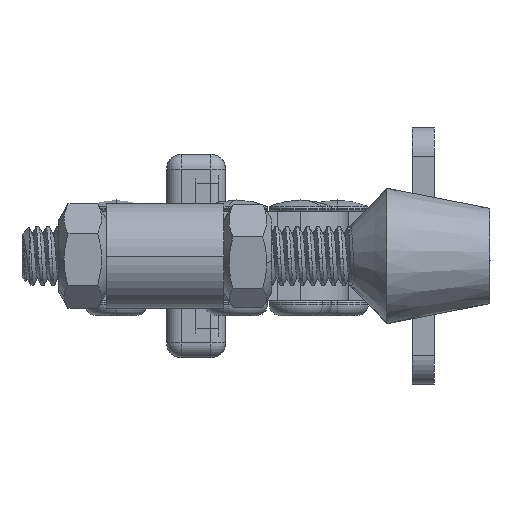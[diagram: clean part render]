
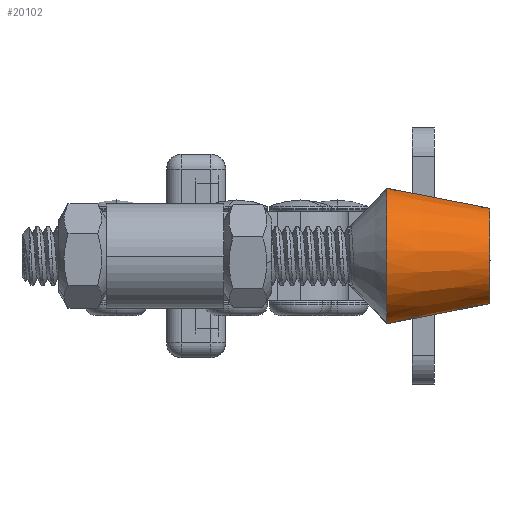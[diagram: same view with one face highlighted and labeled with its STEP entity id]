
A CAD part, left-side view. The second image highlights one B-rep face of the part: STEP entity #20102.
In plain terms, the highlighted conical face has half-angle 11.113 degrees and reference radius 9.25 mm.
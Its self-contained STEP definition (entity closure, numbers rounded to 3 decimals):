
#1854 = AXIS2_PLACEMENT_3D ( 'NONE', #34949, #4314, #7136 ) ;
#3662 = CARTESIAN_POINT ( 'NONE',  ( 0., 0., -8.5 ) ) ;
#4314 = DIRECTION ( 'NONE',  ( 0., 0., 1. ) ) ;
#4738 = DIRECTION ( 'NONE',  ( 0., 0.193, 0.981 ) ) ;
#5589 = VECTOR ( 'NONE', #4738, 1000. ) ;
#6468 = DIRECTION ( 'NONE',  ( 0., -1., 0. ) ) ;
#6773 = ORIENTED_EDGE ( 'NONE', *, *, #29449, .F. ) ;
#7136 = DIRECTION ( 'NONE',  ( 0., -1., 0. ) ) ;
#7994 = DIRECTION ( 'NONE',  ( 0., 0., 1. ) ) ;
#9065 = AXIS2_PLACEMENT_3D ( 'NONE', #24669, #7994, #27479 ) ;
#10457 = EDGE_CURVE ( 'NONE', #34209, #22365, #11284, .T. ) ;
#11193 = VECTOR ( 'NONE', #29596, 1000. ) ;
#11284 = LINE ( 'NONE', #21418, #5589 ) ;
#12520 = CARTESIAN_POINT ( 'NONE',  ( 0., 9.25, 5.5 ) ) ;
#14977 = AXIS2_PLACEMENT_3D ( 'NONE', #3662, #23140, #6468 ) ;
#16499 = ORIENTED_EDGE ( 'NONE', *, *, #10457, .T. ) ;
#16741 = ORIENTED_EDGE ( 'NONE', *, *, #19643, .F. ) ;
#19643 = EDGE_CURVE ( 'NONE', #34843, #24639, #25992, .T. ) ;
#19729 = EDGE_LOOP ( 'NONE', ( #22522, #16499, #6773, #16741 ) ) ;
#20102 = ADVANCED_FACE ( 'NONE', ( #32104 ), #23747, .T. ) ;
#20483 = CARTESIAN_POINT ( 'NONE',  ( 0., -6.5, -8.5 ) ) ;
#21418 = CARTESIAN_POINT ( 'NONE',  ( 0., 9.25, 5.5 ) ) ;
#21419 = CARTESIAN_POINT ( 'NONE',  ( 0., 6.5, -8.5 ) ) ;
#22365 = VERTEX_POINT ( 'NONE', #12520 ) ;
#22522 = ORIENTED_EDGE ( 'NONE', *, *, #23893, .T. ) ;
#23140 = DIRECTION ( 'NONE',  ( 0., 0., 1. ) ) ;
#23433 = CIRCLE ( 'NONE', #14977, 6.5 ) ;
#23747 = CONICAL_SURFACE ( 'NONE', #1854, 9.25, 0.194 ) ;
#23893 = EDGE_CURVE ( 'NONE', #34843, #34209, #23433, .T. ) ;
#23961 = CARTESIAN_POINT ( 'NONE',  ( 0., -9.25, 5.5 ) ) ;
#24068 = CIRCLE ( 'NONE', #9065, 9.25 ) ;
#24639 = VERTEX_POINT ( 'NONE', #30550 ) ;
#24669 = CARTESIAN_POINT ( 'NONE',  ( 0., 0., 5.5 ) ) ;
#25992 = LINE ( 'NONE', #23961, #11193 ) ;
#27479 = DIRECTION ( 'NONE',  ( 0., -1., 0. ) ) ;
#29449 = EDGE_CURVE ( 'NONE', #24639, #22365, #24068, .T. ) ;
#29596 = DIRECTION ( 'NONE',  ( 0., -0.193, 0.981 ) ) ;
#30550 = CARTESIAN_POINT ( 'NONE',  ( 0., -9.25, 5.5 ) ) ;
#32104 = FACE_OUTER_BOUND ( 'NONE', #19729, .T. ) ;
#34209 = VERTEX_POINT ( 'NONE', #21419 ) ;
#34843 = VERTEX_POINT ( 'NONE', #20483 ) ;
#34949 = CARTESIAN_POINT ( 'NONE',  ( 0., 0., 5.5 ) ) ;
